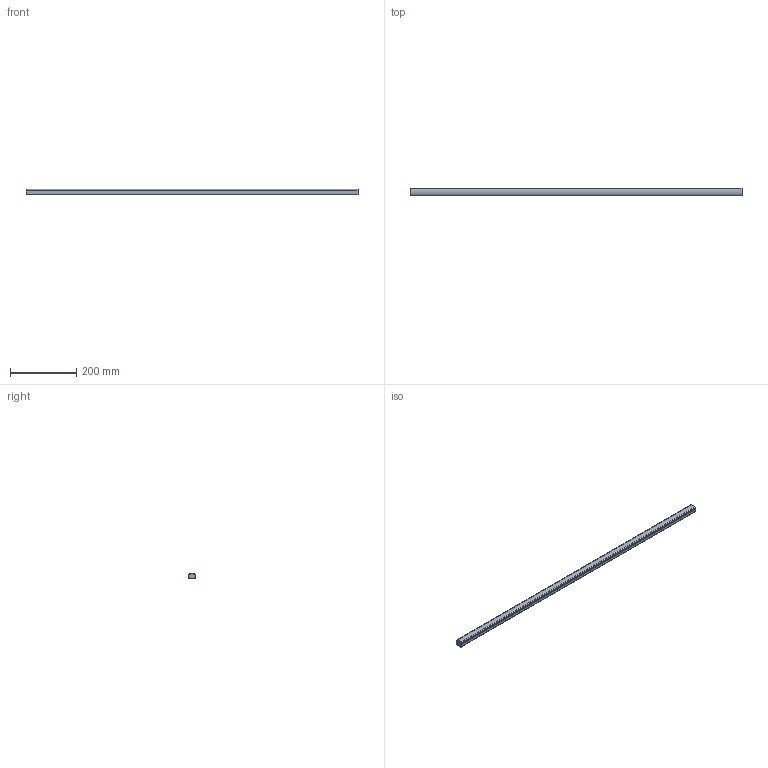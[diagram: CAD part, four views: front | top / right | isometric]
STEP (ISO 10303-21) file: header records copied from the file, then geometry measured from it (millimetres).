
FILE_DESCRIPTION (( 'STEP AP214' ), '1' );
FILE_NAME ('EFLEXG1_STEPALL.STEP', '2023-02-16T16:12:52', ( '' ), ( '' ), 'SwSTEP 2.0', 'SolidWorks 2020', '' );
FILE_SCHEMA (( 'AUTOMOTIVE_DESIGN' ));
Length unit declared in the file: millimetre
Products named in the file (6): PA0230-PACKAGING^MP1218-ELECTRICAL TRUNKING ASSEMBLY; MP1219-PLUG; LB0227-PRODUCT LABEL^MP1218-ELECTRICAL TRUNKING ASSEMBLY; EFLEXG1_STEPALL; MP1216-ELETRCIAL TRUNKING (COVER PART); MP1217-ELETRCIAL TRUNKING (FIXING PART)
Assembly tree (3 placements, depth 2):
  PA0230-PACKAGING^MP1218-ELECTRICAL TRUNKING ASSEMBLY
  LB0227-PRODUCT LABEL^MP1218-ELECTRICAL TRUNKING ASSEMBLY
  EFLEXG1_STEPALL
    MP1217-ELETRCIAL TRUNKING (FIXING PART)
    MP1216-ELETRCIAL TRUNKING (COVER PART)
    MP1219-PLUG
Bounding box: 1003 x 23 x 17 mm (x, y, z)
Volume: 84337.2 mm3; surface area: 203114.3 mm2
Topology: 3 solids, 3 shells, 166 faces, 448 edges, 288 vertices
Faces by surface type: plane 91, cylinder 61, sphere 8, cone 3, torus 3
Entity records: 5359 total; most frequent: CARTESIAN_POINT 962, ORIENTED_EDGE 896, DIRECTION 881, EDGE_CURVE 448, VECTOR 323, LINE 323, VERTEX_POINT 288, AXIS2_PLACEMENT_3D 279
